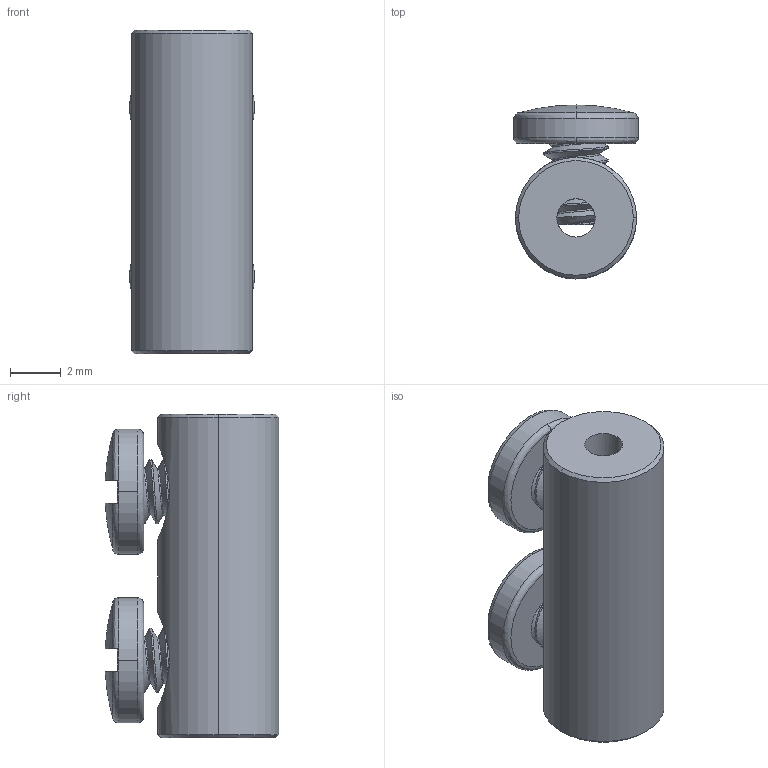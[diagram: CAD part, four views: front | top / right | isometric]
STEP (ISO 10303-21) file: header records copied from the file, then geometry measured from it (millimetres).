
FILE_DESCRIPTION (( 'STEP AP203' ), '1' );
FILE_NAME ('9924004.STEP', '2013-02-25T20:01:24', ( '' ), ( '' ), 'SwSTEP 2.0', 'SolidWorks 2008', '' );
FILE_SCHEMA (( 'CONFIG_CONTROL_DESIGN' ));
Length unit declared in the file: inch
Products named in the file (3): 9924004; 0087401M; 0054203C
Assembly tree (3 placements, depth 2):
  9924004
    0054203C  x2
    0087401M
Bounding box: 4.9 x 6.81 x 12.7 mm (x, y, z)
Volume: 254.2 mm3; surface area: 476.6 mm2
Topology: 3 solids, 3 shells, 118 faces, 322 edges, 206 vertices
Faces by surface type: cylinder 66, bspline 22, cone 18, plane 12
Entity records: 3629 total; most frequent: CARTESIAN_POINT 1698, ORIENTED_EDGE 386, DIRECTION 293, EDGE_CURVE 193, VERTEX_POINT 124, AXIS2_PLACEMENT_3D 118, EDGE_LOOP 77, ADVANCED_FACE 72
